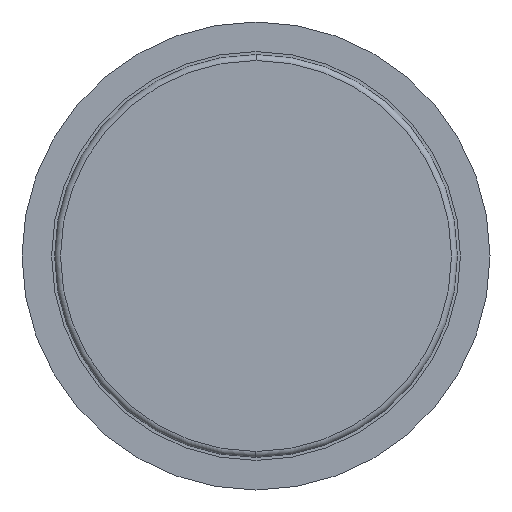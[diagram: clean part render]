
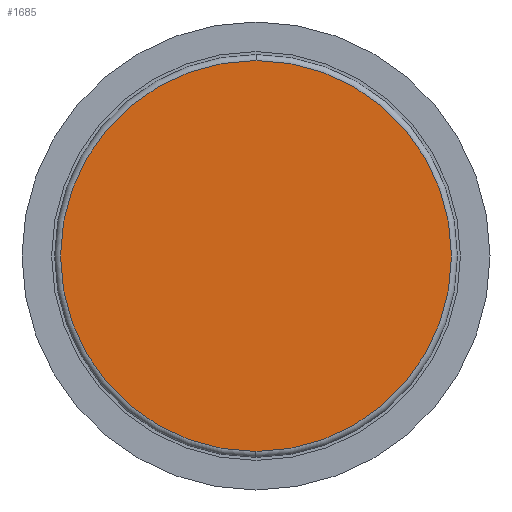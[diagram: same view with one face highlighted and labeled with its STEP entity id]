
A CAD part, front view. The second image highlights one B-rep face of the part: STEP entity #1685.
In plain terms, the highlighted planar face has unit normal (0, -1, 0).
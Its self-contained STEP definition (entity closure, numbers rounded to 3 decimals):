
#81 = AXIS2_PLACEMENT_3D ( 'NONE', #208, #3314, #1547 ) ;
#208 = CARTESIAN_POINT ( 'NONE',  ( 0., 0., 0. ) ) ;
#274 = ORIENTED_EDGE ( 'NONE', *, *, #2365, .T. ) ;
#484 = DIRECTION ( 'NONE',  ( 0., -1., 0. ) ) ;
#520 = CARTESIAN_POINT ( 'NONE',  ( 0., 0., 0. ) ) ;
#733 = CARTESIAN_POINT ( 'NONE',  ( -33.366, 0., -33. ) ) ;
#749 = ORIENTED_EDGE ( 'NONE', *, *, #1967, .T. ) ;
#1523 = CIRCLE ( 'NONE', #81, 33. ) ;
#1538 = DIRECTION ( 'NONE',  ( 0., -1., 0. ) ) ;
#1547 = DIRECTION ( 'NONE',  ( 0., 0., 1. ) ) ;
#1685 = ADVANCED_FACE ( 'NONE', ( #2016 ), #3040, .T. ) ;
#1753 = DIRECTION ( 'NONE',  ( 1., 0., 0. ) ) ;
#1774 = VERTEX_POINT ( 'NONE', #1958 ) ;
#1958 = CARTESIAN_POINT ( 'NONE',  ( 0., 0., -33. ) ) ;
#1967 = EDGE_CURVE ( 'NONE', #3290, #1774, #1523, .T. ) ;
#2016 = FACE_OUTER_BOUND ( 'NONE', #2204, .T. ) ;
#2070 = DIRECTION ( 'NONE',  ( 0., 0., 1. ) ) ;
#2150 = AXIS2_PLACEMENT_3D ( 'NONE', #733, #484, #1753 ) ;
#2204 = EDGE_LOOP ( 'NONE', ( #749, #274 ) ) ;
#2226 = CARTESIAN_POINT ( 'NONE',  ( 0., 0., 33. ) ) ;
#2336 = CIRCLE ( 'NONE', #2658, 33. ) ;
#2365 = EDGE_CURVE ( 'NONE', #1774, #3290, #2336, .T. ) ;
#2658 = AXIS2_PLACEMENT_3D ( 'NONE', #520, #1538, #2070 ) ;
#3040 = PLANE ( 'NONE',  #2150 ) ;
#3290 = VERTEX_POINT ( 'NONE', #2226 ) ;
#3314 = DIRECTION ( 'NONE',  ( 0., -1., 0. ) ) ;
